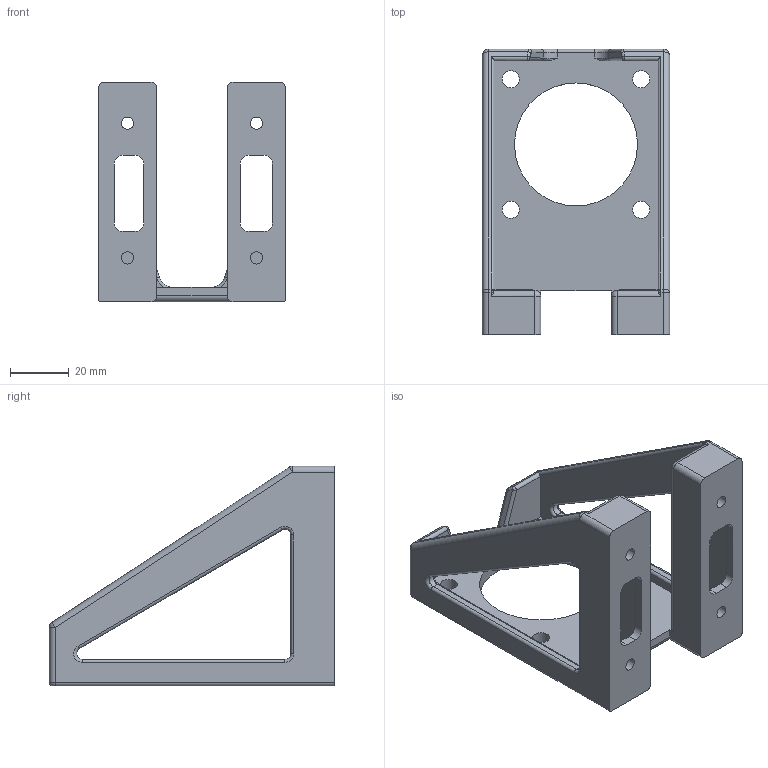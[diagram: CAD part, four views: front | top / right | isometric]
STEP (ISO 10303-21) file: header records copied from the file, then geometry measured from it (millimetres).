
FILE_DESCRIPTION(/* description */ (''),/* implementation_level */ '2;1');
FILE_NAME(/* name */ 'Jambe N2-0028.stp',/* time_stamp */ '2018-06-13T13:20:12+02:00',/* author */ ('dimercur'),/* organization */ (''),/* preprocessor_version */ 'ST-DEVELOPER v16.1',/* originating_system */ 'Autodesk Inventor 2016',/* authorisation */ '');
FILE_SCHEMA (('AUTOMOTIVE_DESIGN { 1 0 10303 214 3 1 1 }'));
Length unit declared in the file: millimetre
Products named in the file (1): Jambe N2-0028
Bounding box: 64 x 97.5 x 75 mm (x, y, z)
Volume: 54339 mm3; surface area: 33140.7 mm2
Topology: 1 solids, 1 shells, 170 faces, 428 edges, 258 vertices
Faces by surface type: cylinder 84, plane 50, torus 16, bspline 10, sphere 10
Full cylindrical faces by diameter (mm): 4.2 x4, 5.8 x4, 42 x1
Entity records: 5205 total; most frequent: CARTESIAN_POINT 1016, DIRECTION 921, ORIENTED_EDGE 838, EDGE_CURVE 419, AXIS2_PLACEMENT_3D 353, VERTEX_POINT 258, LINE 215, VECTOR 215
